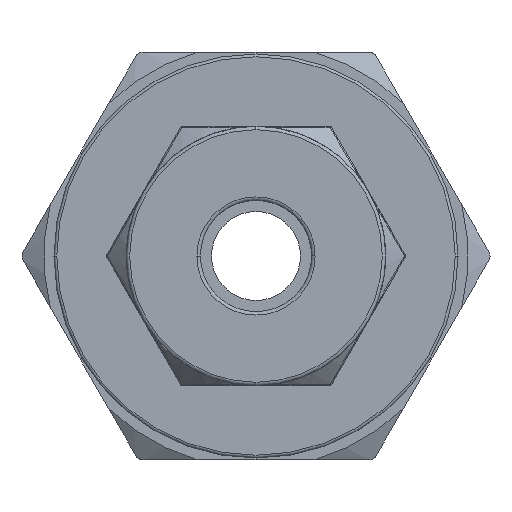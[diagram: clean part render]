
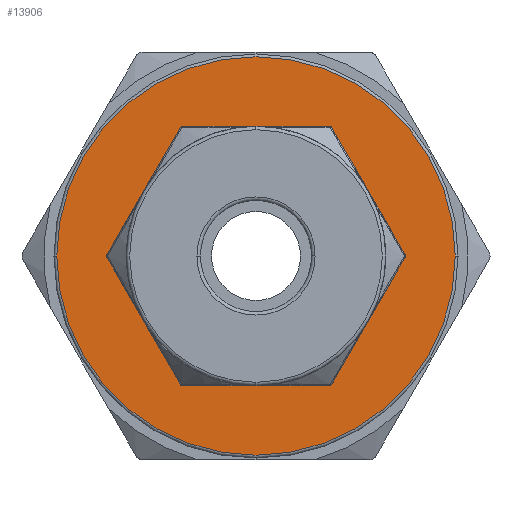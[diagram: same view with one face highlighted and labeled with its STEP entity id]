
A CAD part, left-side view. The second image highlights one B-rep face of the part: STEP entity #13906.
In plain terms, the highlighted planar face has unit normal (-1, 0, 0).
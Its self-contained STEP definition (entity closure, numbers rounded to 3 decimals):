
#5466=CARTESIAN_POINT('',(-5.45,0.,0.));
#5467=DIRECTION('',(-1.,0.,0.));
#5468=DIRECTION('',(0.,1.,0.));
#5469=AXIS2_PLACEMENT_3D('',#5466,#5467,#5468);
#5474=CARTESIAN_POINT('',(-5.45,0.,0.));
#5475=DIRECTION('',(-1.,0.,0.));
#5476=DIRECTION('',(0.,-1.,0.));
#5477=AXIS2_PLACEMENT_3D('',#5474,#5475,#5476);
#5482=CARTESIAN_POINT('',(-5.45,0.,0.));
#5483=DIRECTION('',(1.,0.,0.));
#5484=DIRECTION('',(0.,1.,0.));
#5485=AXIS2_PLACEMENT_3D('',#5482,#5483,#5484);
#5504=CARTESIAN_POINT('',(-5.45,0.,0.));
#5505=DIRECTION('',(1.,0.,0.));
#5506=DIRECTION('',(0.,-1.,0.));
#5507=AXIS2_PLACEMENT_3D('',#5504,#5505,#5506);
#9424=CARTESIAN_POINT('',(-5.45,4.632,0.));
#9425=VERTEX_POINT('',#9424);
#9426=CARTESIAN_POINT('',(-5.45,-4.632,0.));
#9427=VERTEX_POINT('',#9426);
#9492=CARTESIAN_POINT('',(-5.45,10.75,0.));
#9493=CARTESIAN_POINT('',(-5.45,-10.75,0.));
#9494=VERTEX_POINT('',#9492);
#9495=VERTEX_POINT('',#9493);
#13890=CARTESIAN_POINT('',(-5.45,0.,0.));
#13891=DIRECTION('',(1.,0.,0.));
#13892=DIRECTION('',(0.,1.,0.));
#13893=AXIS2_PLACEMENT_3D('',#13890,#13891,#13892);
#13894=PLANE('',#13893);
#13896=ORIENTED_EDGE('',*,*,#13895,.F.);
#13897=ORIENTED_EDGE('',*,*,#13880,.F.);
#13898=EDGE_LOOP('',(#13896,#13897));
#13899=FACE_OUTER_BOUND('',#13898,.F.);
#13901=ORIENTED_EDGE('',*,*,#13900,.F.);
#13903=ORIENTED_EDGE('',*,*,#13902,.F.);
#13904=EDGE_LOOP('',(#13901,#13903));
#13905=FACE_BOUND('',#13904,.F.);
#5470=CIRCLE('',#5469,10.75);
#5478=CIRCLE('',#5477,10.75);
#5486=CIRCLE('',#5485,4.632);
#5508=CIRCLE('',#5507,4.632);
#13880=EDGE_CURVE('',#9495,#9494,#5478,.T.);
#13895=EDGE_CURVE('',#9494,#9495,#5470,.T.);
#13900=EDGE_CURVE('',#9425,#9427,#5486,.T.);
#13902=EDGE_CURVE('',#9427,#9425,#5508,.T.);
#13906=ADVANCED_FACE('',(#13899,#13905),#13894,.F.);
